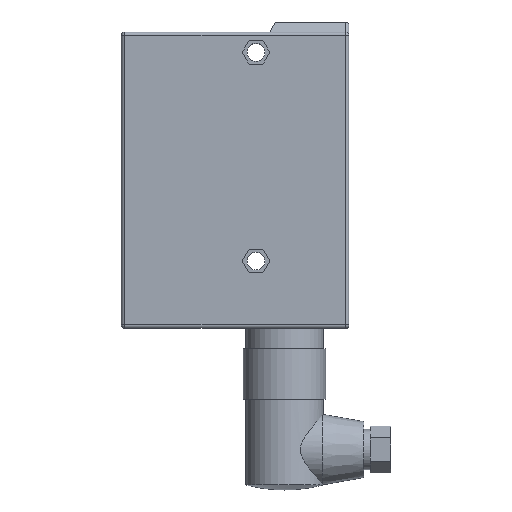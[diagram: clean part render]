
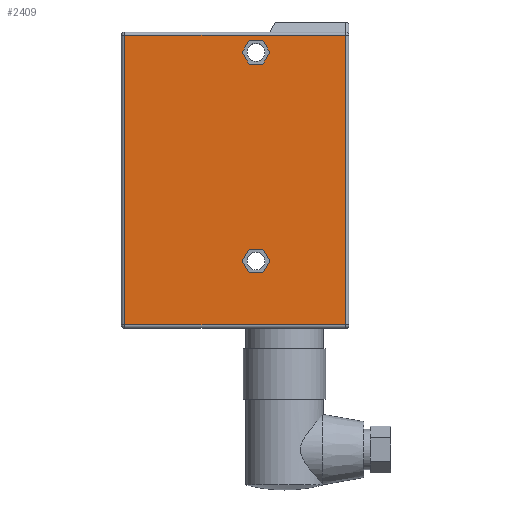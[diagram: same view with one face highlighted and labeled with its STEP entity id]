
A CAD part, top view. The second image highlights one B-rep face of the part: STEP entity #2409.
In plain terms, the highlighted planar face has unit normal (0, 0, 1).
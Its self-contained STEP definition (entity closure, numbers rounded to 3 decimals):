
#310=DIRECTION('',(-1.,0.,0.));
#311=VECTOR('',#310,4.1);
#312=CARTESIAN_POINT('',(-25.55,-64.449,13.4));
#313=LINE('',#312,#311);
#317=DIRECTION('',(-0.5,-0.866,0.));
#318=VECTOR('',#317,4.1);
#319=CARTESIAN_POINT('',(-29.65,-64.449,13.4));
#320=LINE('',#319,#318);
#324=DIRECTION('',(0.5,-0.866,0.));
#325=VECTOR('',#324,4.1);
#326=CARTESIAN_POINT('',(-31.7,-68.,13.4));
#327=LINE('',#326,#325);
#331=DIRECTION('',(1.,0.,0.));
#332=VECTOR('',#331,4.1);
#333=CARTESIAN_POINT('',(-29.65,-71.551,13.4));
#334=LINE('',#333,#332);
#338=DIRECTION('',(0.5,0.866,0.));
#339=VECTOR('',#338,4.1);
#340=CARTESIAN_POINT('',(-25.55,-71.551,13.4));
#341=LINE('',#340,#339);
#345=DIRECTION('',(-0.5,0.866,0.));
#346=VECTOR('',#345,4.1);
#347=CARTESIAN_POINT('',(-23.5,-68.,13.4));
#348=LINE('',#347,#346);
#352=DIRECTION('',(-1.,0.,0.));
#353=VECTOR('',#352,4.1);
#354=CARTESIAN_POINT('',(-25.55,-2.449,13.4));
#355=LINE('',#354,#353);
#359=DIRECTION('',(-0.5,-0.866,0.));
#360=VECTOR('',#359,4.1);
#361=CARTESIAN_POINT('',(-29.65,-2.449,13.4));
#362=LINE('',#361,#360);
#366=DIRECTION('',(0.5,-0.866,0.));
#367=VECTOR('',#366,4.1);
#368=CARTESIAN_POINT('',(-31.7,-6.,13.4));
#369=LINE('',#368,#367);
#373=DIRECTION('',(1.,0.,0.));
#374=VECTOR('',#373,4.1);
#375=CARTESIAN_POINT('',(-29.65,-9.551,13.4));
#376=LINE('',#375,#374);
#380=DIRECTION('',(0.5,0.866,0.));
#381=VECTOR('',#380,4.1);
#382=CARTESIAN_POINT('',(-25.55,-9.551,13.4));
#383=LINE('',#382,#381);
#387=DIRECTION('',(-0.5,0.866,0.));
#388=VECTOR('',#387,4.1);
#389=CARTESIAN_POINT('',(-23.5,-6.,13.4));
#390=LINE('',#389,#388);
#394=DIRECTION('',(-1.,0.,0.));
#395=VECTOR('',#394,65.6);
#396=CARTESIAN_POINT('',(-1.,-1.,13.4));
#397=LINE('',#396,#395);
#401=DIRECTION('',(0.,1.,0.));
#402=VECTOR('',#401,86.);
#403=CARTESIAN_POINT('',(-1.,-87.,13.4));
#404=LINE('',#403,#402);
#408=DIRECTION('',(1.,0.,0.));
#409=VECTOR('',#408,65.6);
#410=CARTESIAN_POINT('',(-66.6,-87.,13.4));
#411=LINE('',#410,#409);
#415=DIRECTION('',(0.,-1.,0.));
#416=VECTOR('',#415,86.);
#417=CARTESIAN_POINT('',(-66.6,-1.,13.4));
#418=LINE('',#417,#416);
#1876=CARTESIAN_POINT('',(-25.55,-64.449,13.4));
#1877=CARTESIAN_POINT('',(-29.65,-64.449,13.4));
#1878=VERTEX_POINT('',#1876);
#1879=VERTEX_POINT('',#1877);
#1880=CARTESIAN_POINT('',(-31.7,-68.,13.4));
#1881=VERTEX_POINT('',#1880);
#1882=CARTESIAN_POINT('',(-29.65,-71.551,13.4));
#1883=VERTEX_POINT('',#1882);
#1884=CARTESIAN_POINT('',(-25.55,-71.551,13.4));
#1885=VERTEX_POINT('',#1884);
#1886=CARTESIAN_POINT('',(-23.5,-68.,13.4));
#1887=VERTEX_POINT('',#1886);
#1932=CARTESIAN_POINT('',(-25.55,-2.449,13.4));
#1933=CARTESIAN_POINT('',(-29.65,-2.449,13.4));
#1934=VERTEX_POINT('',#1932);
#1935=VERTEX_POINT('',#1933);
#1936=CARTESIAN_POINT('',(-31.7,-6.,13.4));
#1937=VERTEX_POINT('',#1936);
#1938=CARTESIAN_POINT('',(-29.65,-9.551,13.4));
#1939=VERTEX_POINT('',#1938);
#1940=CARTESIAN_POINT('',(-25.55,-9.551,13.4));
#1941=VERTEX_POINT('',#1940);
#1942=CARTESIAN_POINT('',(-23.5,-6.,13.4));
#1943=VERTEX_POINT('',#1942);
#1996=CARTESIAN_POINT('',(-1.,-1.,13.4));
#1997=CARTESIAN_POINT('',(-66.6,-1.,13.4));
#1998=VERTEX_POINT('',#1996);
#1999=VERTEX_POINT('',#1997);
#2008=CARTESIAN_POINT('',(-66.6,-87.,13.4));
#2009=VERTEX_POINT('',#2008);
#2018=CARTESIAN_POINT('',(-1.,-87.,13.4));
#2019=VERTEX_POINT('',#2018);
#2367=CARTESIAN_POINT('',(0.,0.,13.4));
#2368=DIRECTION('',(0.,0.,1.));
#2369=DIRECTION('',(-1.,0.,0.));
#2370=AXIS2_PLACEMENT_3D('',#2367,#2368,#2369);
#2371=PLANE('',#2370);
#2373=ORIENTED_EDGE('',*,*,#2372,.F.);
#2375=ORIENTED_EDGE('',*,*,#2374,.F.);
#2377=ORIENTED_EDGE('',*,*,#2376,.F.);
#2379=ORIENTED_EDGE('',*,*,#2378,.F.);
#2380=EDGE_LOOP('',(#2373,#2375,#2377,#2379));
#2381=FACE_OUTER_BOUND('',#2380,.F.);
#2382=ORIENTED_EDGE('',*,*,#2357,.T.);
#2384=ORIENTED_EDGE('',*,*,#2383,.T.);
#2386=ORIENTED_EDGE('',*,*,#2385,.T.);
#2388=ORIENTED_EDGE('',*,*,#2387,.T.);
#2390=ORIENTED_EDGE('',*,*,#2389,.T.);
#2392=ORIENTED_EDGE('',*,*,#2391,.T.);
#2393=EDGE_LOOP('',(#2382,#2384,#2386,#2388,#2390,#2392));
#2394=FACE_BOUND('',#2393,.F.);
#2396=ORIENTED_EDGE('',*,*,#2395,.T.);
#2398=ORIENTED_EDGE('',*,*,#2397,.T.);
#2400=ORIENTED_EDGE('',*,*,#2399,.T.);
#2402=ORIENTED_EDGE('',*,*,#2401,.T.);
#2404=ORIENTED_EDGE('',*,*,#2403,.T.);
#2406=ORIENTED_EDGE('',*,*,#2405,.T.);
#2407=EDGE_LOOP('',(#2396,#2398,#2400,#2402,#2404,#2406));
#2408=FACE_BOUND('',#2407,.F.);
#2409=ADVANCED_FACE('',(#2381,#2394,#2408),#2371,.T.);
#2357=EDGE_CURVE('',#1878,#1879,#313,.T.);
#2372=EDGE_CURVE('',#1998,#1999,#397,.T.);
#2374=EDGE_CURVE('',#2019,#1998,#404,.T.);
#2376=EDGE_CURVE('',#2009,#2019,#411,.T.);
#2378=EDGE_CURVE('',#1999,#2009,#418,.T.);
#2383=EDGE_CURVE('',#1879,#1881,#320,.T.);
#2385=EDGE_CURVE('',#1881,#1883,#327,.T.);
#2387=EDGE_CURVE('',#1883,#1885,#334,.T.);
#2389=EDGE_CURVE('',#1885,#1887,#341,.T.);
#2391=EDGE_CURVE('',#1887,#1878,#348,.T.);
#2395=EDGE_CURVE('',#1934,#1935,#355,.T.);
#2397=EDGE_CURVE('',#1935,#1937,#362,.T.);
#2399=EDGE_CURVE('',#1937,#1939,#369,.T.);
#2401=EDGE_CURVE('',#1939,#1941,#376,.T.);
#2403=EDGE_CURVE('',#1941,#1943,#383,.T.);
#2405=EDGE_CURVE('',#1943,#1934,#390,.T.);
